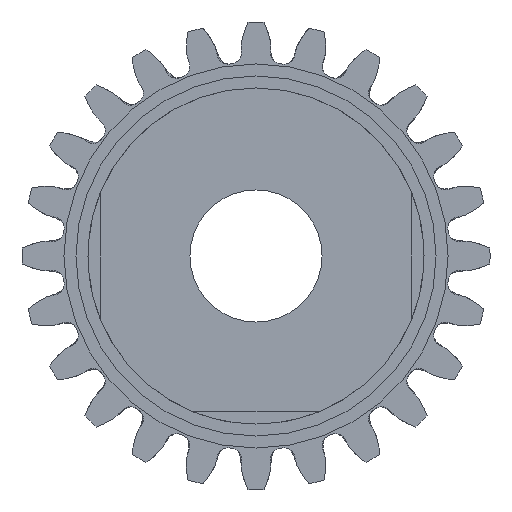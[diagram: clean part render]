
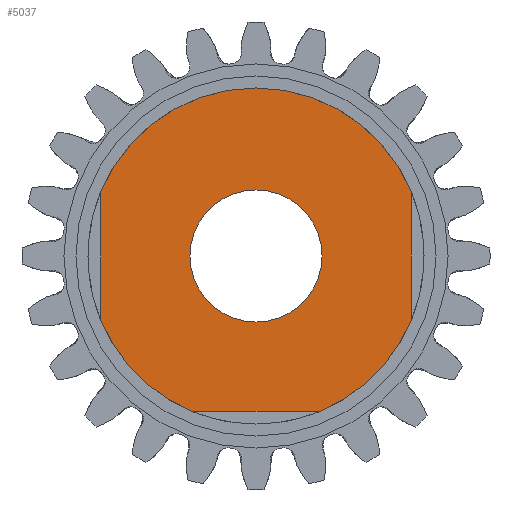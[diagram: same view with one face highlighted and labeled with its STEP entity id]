
A CAD part, left-side view. The second image highlights one B-rep face of the part: STEP entity #5037.
In plain terms, the highlighted face is planar.
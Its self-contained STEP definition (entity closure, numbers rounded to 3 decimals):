
#250=FACE_BOUND('',#707,.T.);
#262=PLANE('',#5331);
#436=FACE_OUTER_BOUND('',#706,.T.);
#706=EDGE_LOOP('',(#3417,#3418,#3419,#3420,#3421,#3422));
#707=EDGE_LOOP('',(#3423));
#971=LINE('',#7223,#1334);
#977=LINE('',#7243,#1340);
#983=LINE('',#7263,#1346);
#1334=VECTOR('',#5842,10.);
#1340=VECTOR('',#5862,10.);
#1346=VECTOR('',#5882,10.);
#1702=CIRCLE('',#5332,14.);
#1703=CIRCLE('',#5333,14.);
#1704=CIRCLE('',#5334,14.);
#1705=CIRCLE('',#5335,5.5);
#2010=VERTEX_POINT('',#7220);
#2011=VERTEX_POINT('',#7222);
#2017=VERTEX_POINT('',#7240);
#2018=VERTEX_POINT('',#7242);
#2024=VERTEX_POINT('',#7260);
#2025=VERTEX_POINT('',#7262);
#2026=VERTEX_POINT('',#7270);
#2568=EDGE_CURVE('',#2011,#2010,#971,.T.);
#2577=EDGE_CURVE('',#2018,#2017,#977,.T.);
#2586=EDGE_CURVE('',#2025,#2024,#983,.T.);
#2588=EDGE_CURVE('',#2010,#2018,#1702,.T.);
#2589=EDGE_CURVE('',#2017,#2025,#1703,.T.);
#2590=EDGE_CURVE('',#2024,#2011,#1704,.T.);
#2591=EDGE_CURVE('',#2026,#2026,#1705,.T.);
#3417=ORIENTED_EDGE('',*,*,#2588,.T.);
#3418=ORIENTED_EDGE('',*,*,#2577,.T.);
#3419=ORIENTED_EDGE('',*,*,#2589,.T.);
#3420=ORIENTED_EDGE('',*,*,#2586,.T.);
#3421=ORIENTED_EDGE('',*,*,#2590,.T.);
#3422=ORIENTED_EDGE('',*,*,#2568,.T.);
#3423=ORIENTED_EDGE('',*,*,#2591,.T.);
#5037=ADVANCED_FACE('',(#436,#250),#262,.T.);
#5331=AXIS2_PLACEMENT_3D('',#7266,#5886,#5887);
#5332=AXIS2_PLACEMENT_3D('',#7267,#5888,#5889);
#5333=AXIS2_PLACEMENT_3D('',#7268,#5890,#5891);
#5334=AXIS2_PLACEMENT_3D('',#7269,#5892,#5893);
#5335=AXIS2_PLACEMENT_3D('',#7271,#5894,#5895);
#5842=DIRECTION('',(1.,0.,0.));
#5862=DIRECTION('',(-1.,0.,0.));
#5882=DIRECTION('',(0.,1.,0.));
#5886=DIRECTION('center_axis',(0.,0.,
-1.));
#5887=DIRECTION('ref_axis',(1.,0.,0.));
#5888=DIRECTION('center_axis',(0.,0.,
-1.));
#5889=DIRECTION('ref_axis',(1.,0.,0.));
#5890=DIRECTION('center_axis',(0.,0.,
-1.));
#5891=DIRECTION('ref_axis',(1.,0.,0.));
#5892=DIRECTION('center_axis',(0.,0.,
-1.));
#5893=DIRECTION('ref_axis',(1.,0.,0.));
#5894=DIRECTION('center_axis',(0.,0.,
1.));
#5895=DIRECTION('ref_axis',(1.,0.,0.));
#7220=CARTESIAN_POINT('',(5.358,12.934,-45.));
#7222=CARTESIAN_POINT('',(-5.358,12.934,-45.));
#7223=CARTESIAN_POINT('',(-5.358,12.934,-45.));
#7240=CARTESIAN_POINT('',(-5.358,-12.934,-45.));
#7242=CARTESIAN_POINT('',(5.358,-12.934,-45.));
#7243=CARTESIAN_POINT('',(5.358,-12.934,-45.));
#7260=CARTESIAN_POINT('',(-12.934,5.358,-45.));
#7262=CARTESIAN_POINT('',(-12.934,-5.358,-45.));
#7263=CARTESIAN_POINT('',(-12.934,-5.358,-45.));
#7266=CARTESIAN_POINT('Origin',(0.533,0.,
-45.));
#7267=CARTESIAN_POINT('Origin',(0.,0.,
-45.));
#7268=CARTESIAN_POINT('Origin',(0.,0.,
-45.));
#7269=CARTESIAN_POINT('Origin',(0.,0.,
-45.));
#7270=CARTESIAN_POINT('',(5.5,0.,-45.));
#7271=CARTESIAN_POINT('Origin',(0.,0.,
-45.));
